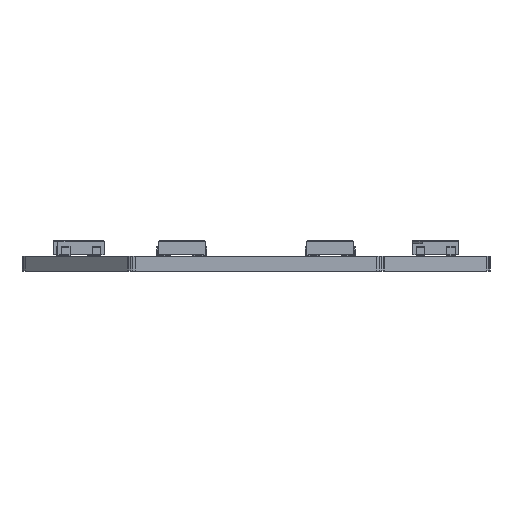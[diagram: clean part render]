
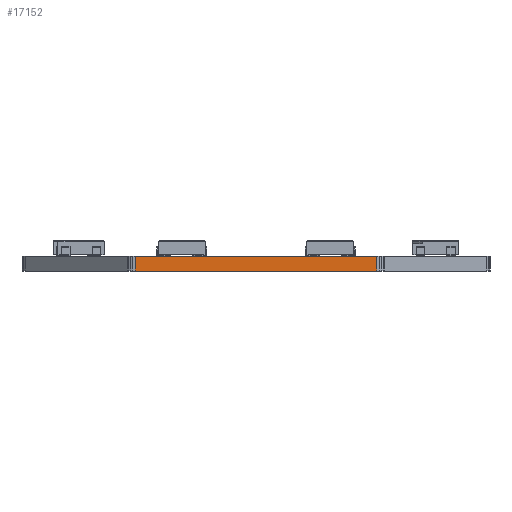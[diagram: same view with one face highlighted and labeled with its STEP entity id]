
A CAD part, front view. The second image highlights one B-rep face of the part: STEP entity #17152.
In plain terms, the highlighted planar face has unit normal (0, -1, 0).
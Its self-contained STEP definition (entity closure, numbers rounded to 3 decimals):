
#5823 = PLANE('',#5824);
#5824 = AXIS2_PLACEMENT_3D('',#5825,#5826,#5827);
#5825 = CARTESIAN_POINT('',(100.,-100.,1.6));
#5826 = DIRECTION('',(-0.,-0.,-1.));
#5827 = DIRECTION('',(-1.,0.,0.));
#5877 = PLANE('',#5878);
#5878 = AXIS2_PLACEMENT_3D('',#5879,#5880,#5881);
#5879 = CARTESIAN_POINT('',(100.,-100.,0.));
#5880 = DIRECTION('',(-0.,-0.,-1.));
#5881 = DIRECTION('',(-1.,0.,0.));
#7078 = VERTEX_POINT('',#7079);
#7079 = CARTESIAN_POINT('',(113.028,-144.6,0.));
#7093 = PLANE('',#7094);
#7094 = AXIS2_PLACEMENT_3D('',#7095,#7096,#7097);
#7095 = CARTESIAN_POINT('',(113.262,-144.577,0.));
#7096 = DIRECTION('',(0.098,-0.995,0.));
#7097 = DIRECTION('',(-0.995,-0.098,0.));
#7105 = EDGE_CURVE('',#7078,#7106,#7108,.T.);
#7106 = VERTEX_POINT('',#7107);
#7107 = CARTESIAN_POINT('',(86.972,-144.6,0.));
#7108 = SURFACE_CURVE('',#7109,(#7113,#7120),.PCURVE_S1.);
#7109 = LINE('',#7110,#7111);
#7110 = CARTESIAN_POINT('',(113.028,-144.6,0.));
#7111 = VECTOR('',#7112,1.);
#7112 = DIRECTION('',(-1.,0.,0.));
#7113 = PCURVE('',#5877,#7114);
#7114 = DEFINITIONAL_REPRESENTATION('',(#7115),#7119);
#7115 = LINE('',#7116,#7117);
#7116 = CARTESIAN_POINT('',(-13.028,-44.6));
#7117 = VECTOR('',#7118,1.);
#7118 = DIRECTION('',(1.,0.));
#7119 = ( GEOMETRIC_REPRESENTATION_CONTEXT(2) 
PARAMETRIC_REPRESENTATION_CONTEXT() REPRESENTATION_CONTEXT('2D SPACE',''
  ) );
#7120 = PCURVE('',#7121,#7126);
#7121 = PLANE('',#7122);
#7122 = AXIS2_PLACEMENT_3D('',#7123,#7124,#7125);
#7123 = CARTESIAN_POINT('',(113.028,-144.6,0.));
#7124 = DIRECTION('',(0.,-1.,0.));
#7125 = DIRECTION('',(-1.,0.,0.));
#7126 = DEFINITIONAL_REPRESENTATION('',(#7127),#7131);
#7127 = LINE('',#7128,#7129);
#7128 = CARTESIAN_POINT('',(0.,-0.));
#7129 = VECTOR('',#7130,1.);
#7130 = DIRECTION('',(1.,0.));
#7131 = ( GEOMETRIC_REPRESENTATION_CONTEXT(2) 
PARAMETRIC_REPRESENTATION_CONTEXT() REPRESENTATION_CONTEXT('2D SPACE',''
  ) );
#7149 = PLANE('',#7150);
#7150 = AXIS2_PLACEMENT_3D('',#7151,#7152,#7153);
#7151 = CARTESIAN_POINT('',(86.972,-144.6,0.));
#7152 = DIRECTION('',(-0.098,-0.995,0.));
#7153 = DIRECTION('',(-0.995,0.098,0.));
#11852 = VERTEX_POINT('',#11853);
#11853 = CARTESIAN_POINT('',(113.028,-144.6,1.6));
#11874 = EDGE_CURVE('',#11852,#11875,#11877,.T.);
#11875 = VERTEX_POINT('',#11876);
#11876 = CARTESIAN_POINT('',(86.972,-144.6,1.6));
#11877 = SURFACE_CURVE('',#11878,(#11882,#11889),.PCURVE_S1.);
#11878 = LINE('',#11879,#11880);
#11879 = CARTESIAN_POINT('',(113.028,-144.6,1.6));
#11880 = VECTOR('',#11881,1.);
#11881 = DIRECTION('',(-1.,0.,0.));
#11882 = PCURVE('',#5823,#11883);
#11883 = DEFINITIONAL_REPRESENTATION('',(#11884),#11888);
#11884 = LINE('',#11885,#11886);
#11885 = CARTESIAN_POINT('',(-13.028,-44.6));
#11886 = VECTOR('',#11887,1.);
#11887 = DIRECTION('',(1.,0.));
#11888 = ( GEOMETRIC_REPRESENTATION_CONTEXT(2) 
PARAMETRIC_REPRESENTATION_CONTEXT() REPRESENTATION_CONTEXT('2D SPACE',''
  ) );
#11889 = PCURVE('',#7121,#11890);
#11890 = DEFINITIONAL_REPRESENTATION('',(#11891),#11895);
#11891 = LINE('',#11892,#11893);
#11892 = CARTESIAN_POINT('',(0.,-1.6));
#11893 = VECTOR('',#11894,1.);
#11894 = DIRECTION('',(1.,0.));
#11895 = ( GEOMETRIC_REPRESENTATION_CONTEXT(2) 
PARAMETRIC_REPRESENTATION_CONTEXT() REPRESENTATION_CONTEXT('2D SPACE',''
  ) );
#17104 = EDGE_CURVE('',#7078,#11852,#17105,.T.);
#17105 = SURFACE_CURVE('',#17106,(#17110,#17117),.PCURVE_S1.);
#17106 = LINE('',#17107,#17108);
#17107 = CARTESIAN_POINT('',(113.028,-144.6,0.));
#17108 = VECTOR('',#17109,1.);
#17109 = DIRECTION('',(0.,0.,1.));
#17110 = PCURVE('',#7093,#17111);
#17111 = DEFINITIONAL_REPRESENTATION('',(#17112),#17116);
#17112 = LINE('',#17113,#17114);
#17113 = CARTESIAN_POINT('',(0.235,0.));
#17114 = VECTOR('',#17115,1.);
#17115 = DIRECTION('',(0.,-1.));
#17116 = ( GEOMETRIC_REPRESENTATION_CONTEXT(2) 
PARAMETRIC_REPRESENTATION_CONTEXT() REPRESENTATION_CONTEXT('2D SPACE',''
  ) );
#17117 = PCURVE('',#7121,#17118);
#17118 = DEFINITIONAL_REPRESENTATION('',(#17119),#17123);
#17119 = LINE('',#17120,#17121);
#17120 = CARTESIAN_POINT('',(0.,-0.));
#17121 = VECTOR('',#17122,1.);
#17122 = DIRECTION('',(0.,-1.));
#17123 = ( GEOMETRIC_REPRESENTATION_CONTEXT(2) 
PARAMETRIC_REPRESENTATION_CONTEXT() REPRESENTATION_CONTEXT('2D SPACE',''
  ) );
#17152 = ADVANCED_FACE('',(#17153),#7121,.T.);
#17153 = FACE_BOUND('',#17154,.T.);
#17154 = EDGE_LOOP('',(#17155,#17156,#17157,#17178));
#17155 = ORIENTED_EDGE('',*,*,#17104,.T.);
#17156 = ORIENTED_EDGE('',*,*,#11874,.T.);
#17157 = ORIENTED_EDGE('',*,*,#17158,.F.);
#17158 = EDGE_CURVE('',#7106,#11875,#17159,.T.);
#17159 = SURFACE_CURVE('',#17160,(#17164,#17171),.PCURVE_S1.);
#17160 = LINE('',#17161,#17162);
#17161 = CARTESIAN_POINT('',(86.972,-144.6,0.));
#17162 = VECTOR('',#17163,1.);
#17163 = DIRECTION('',(0.,0.,1.));
#17164 = PCURVE('',#7121,#17165);
#17165 = DEFINITIONAL_REPRESENTATION('',(#17166),#17170);
#17166 = LINE('',#17167,#17168);
#17167 = CARTESIAN_POINT('',(26.056,0.));
#17168 = VECTOR('',#17169,1.);
#17169 = DIRECTION('',(0.,-1.));
#17170 = ( GEOMETRIC_REPRESENTATION_CONTEXT(2) 
PARAMETRIC_REPRESENTATION_CONTEXT() REPRESENTATION_CONTEXT('2D SPACE',''
  ) );
#17171 = PCURVE('',#7149,#17172);
#17172 = DEFINITIONAL_REPRESENTATION('',(#17173),#17177);
#17173 = LINE('',#17174,#17175);
#17174 = CARTESIAN_POINT('',(0.,0.));
#17175 = VECTOR('',#17176,1.);
#17176 = DIRECTION('',(0.,-1.));
#17177 = ( GEOMETRIC_REPRESENTATION_CONTEXT(2) 
PARAMETRIC_REPRESENTATION_CONTEXT() REPRESENTATION_CONTEXT('2D SPACE',''
  ) );
#17178 = ORIENTED_EDGE('',*,*,#7105,.F.);
